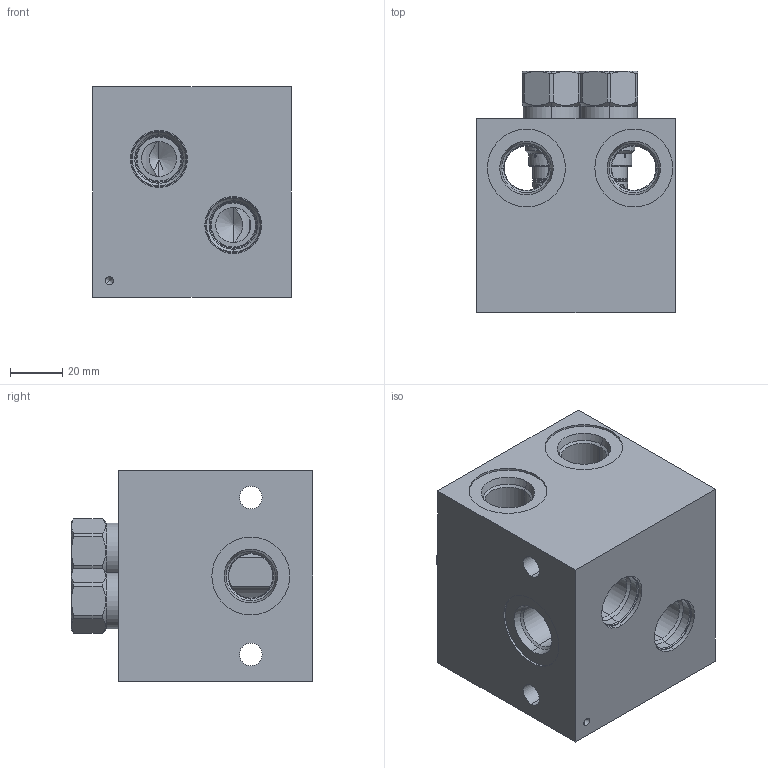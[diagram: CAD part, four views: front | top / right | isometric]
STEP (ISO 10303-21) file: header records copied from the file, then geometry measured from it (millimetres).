
FILE_DESCRIPTION((''),'2;1');
FILE_NAME('FMJ_ASM','2023-08-24T',('ProEService'),(''),'PRO/ENGINEER BY PARAMETRIC TECHNOLOGY CORPORATION, 2014200','PRO/ENGINEER BY PARAMETRIC TECHNOLOGY CORPORATION, 2014200','');
FILE_SCHEMA(('CONFIG_CONTROL_DESIGN'));
Length unit declared in the file: inch
Products named in the file (3): 151-170-005; CXDAXAN; FMJ_ASM
Assembly tree (3 placements, depth 2):
  FMJ_ASM
    151-170-005
    CXDAXAN  x2
Bounding box: 76.2 x 92.89 x 80.98 mm (x, y, z)
Volume: 380204.8 mm3; surface area: 70824.9 mm2
Topology: 5 solids, 5 shells, 561 faces, 1566 edges, 1157 vertices
Faces by surface type: cylinder 272, cone 143, plane 82, torus 52, revolution 12
Entity records: 14783 total; most frequent: CARTESIAN_POINT 5008, DIRECTION 2085, ORIENTED_EDGE 1742, EDGE_CURVE 871, AXIS2_PLACEMENT_3D 782, VERTEX_POINT 533, VECTOR 515, LINE 515
